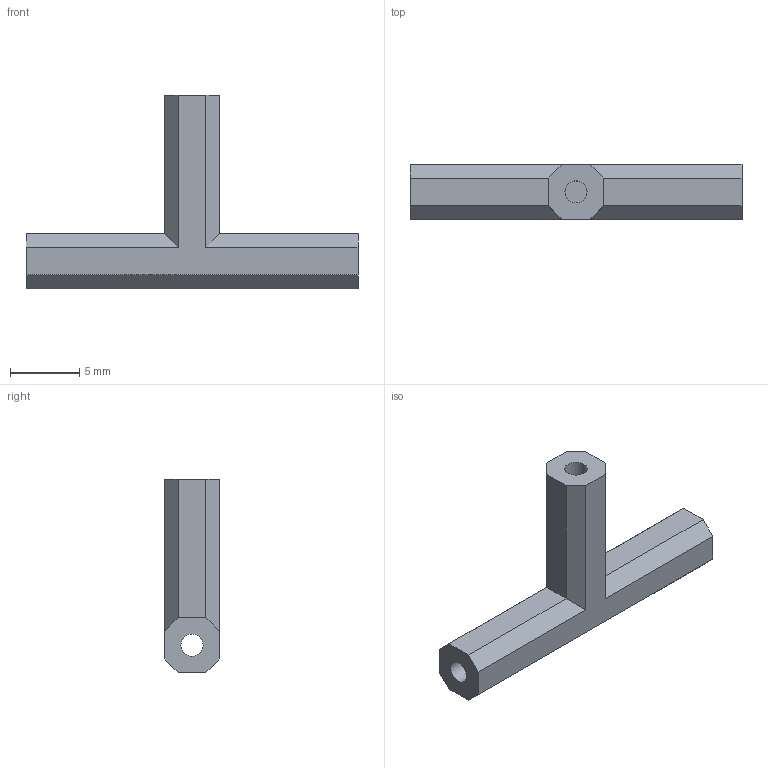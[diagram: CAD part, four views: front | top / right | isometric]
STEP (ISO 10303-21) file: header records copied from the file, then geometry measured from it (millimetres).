
FILE_DESCRIPTION(/* description */ (''),/* implementation_level */ '2;1');
FILE_NAME(/* name */ 'Collin_Support Connector v1 v2.step',/* time_stamp */ '2022-08-31T09:55:00-04:00',/* author */ (''),/* organization */ (''),/* preprocessor_version */ 'ST-DEVELOPER v19',/* originating_system */ 'Autodesk Translation Framework v11.7.0.108',/* authorisation */ '');
FILE_SCHEMA (('AUTOMOTIVE_DESIGN { 1 0 10303 214 3 1 1 }'));
Length unit declared in the file: millimetre
Products named in the file (1): Collin_Support Connector v1
Bounding box: 24 x 4 x 14 mm (x, y, z)
Volume: 410.3 mm3; surface area: 663.6 mm2
Topology: 1 solids, 1 shells, 23 faces, 56 edges, 36 vertices
Faces by surface type: plane 21, cylinder 2
Full cylindrical faces by diameter (mm): 1.6 x2
Entity records: 699 total; most frequent: CARTESIAN_POINT 116, ORIENTED_EDGE 112, DIRECTION 108, EDGE_CURVE 56, LINE 52, VECTOR 52, VERTEX_POINT 36, AXIS2_PLACEMENT_3D 28
